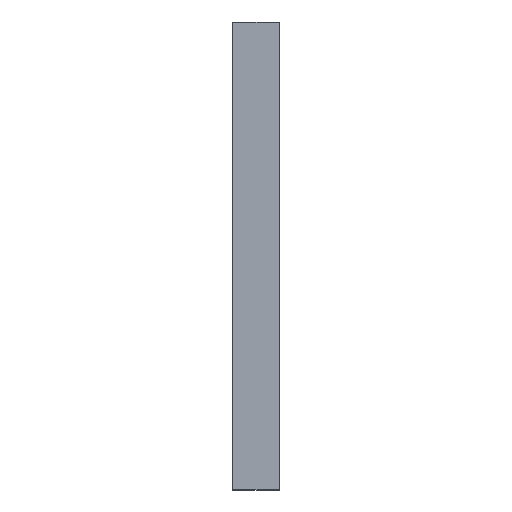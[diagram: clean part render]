
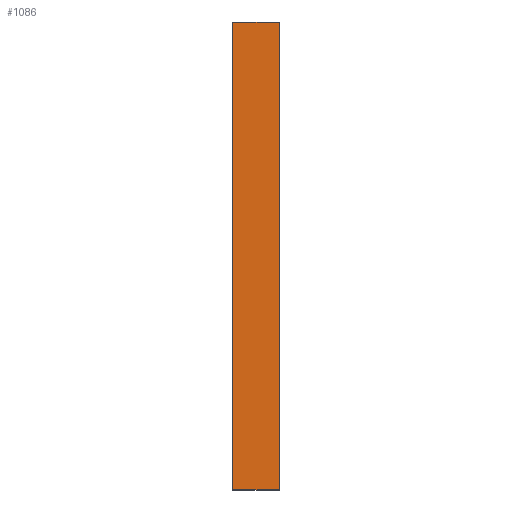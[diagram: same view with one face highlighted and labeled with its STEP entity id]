
A CAD part, front view. The second image highlights one B-rep face of the part: STEP entity #1086.
In plain terms, the highlighted planar face has unit normal (0, -1, 0).
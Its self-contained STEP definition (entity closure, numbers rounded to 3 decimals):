
#14 = VECTOR ( 'NONE', #1677, 1000. ) ;
#33 = VECTOR ( 'NONE', #908, 1000. ) ;
#39 = CARTESIAN_POINT ( 'NONE',  ( 996.372, 23.028, -2000. ) ) ;
#200 = EDGE_CURVE ( 'NONE', #1079, #1747, #922, .T. ) ;
#212 = EDGE_CURVE ( 'NONE', #901, #1905, #608, .T. ) ;
#236 = CARTESIAN_POINT ( 'NONE',  ( 996.372, 23.028, 0. ) ) ;
#252 = LINE ( 'NONE', #1422, #33 ) ;
#305 = CARTESIAN_POINT ( 'NONE',  ( 922.292, 23.028, 1648.5 ) ) ;
#390 = DIRECTION ( 'NONE',  ( 0., -1., 0. ) ) ;
#398 = DIRECTION ( 'NONE',  ( 0., 0., -1. ) ) ;
#505 = CARTESIAN_POINT ( 'NONE',  ( 922.292, 23.028, -2000. ) ) ;
#526 = VECTOR ( 'NONE', #1968, 1000. ) ;
#543 = ORIENTED_EDGE ( 'NONE', *, *, #200, .T. ) ;
#548 = CARTESIAN_POINT ( 'NONE',  ( 799.419, 23.028, -2000. ) ) ;
#565 = ORIENTED_EDGE ( 'NONE', *, *, #1262, .T. ) ;
#571 = ORIENTED_EDGE ( 'NONE', *, *, #212, .T. ) ;
#593 = ORIENTED_EDGE ( 'NONE', *, *, #1481, .T. ) ;
#608 = LINE ( 'NONE', #505, #972 ) ;
#612 = PLANE ( 'NONE',  #1636 ) ;
#863 = LINE ( 'NONE', #1957, #526 ) ;
#901 = VERTEX_POINT ( 'NONE', #548 ) ;
#908 = DIRECTION ( 'NONE',  ( 0., 0., -1. ) ) ;
#922 = LINE ( 'NONE', #1696, #14 ) ;
#972 = VECTOR ( 'NONE', #1670, 1000. ) ;
#1079 = VERTEX_POINT ( 'NONE', #236 ) ;
#1086 = ADVANCED_FACE ( 'NONE', ( #1169 ), #612, .T. ) ;
#1169 = FACE_OUTER_BOUND ( 'NONE', #1462, .T. ) ;
#1262 = EDGE_CURVE ( 'NONE', #1747, #901, #252, .T. ) ;
#1422 = CARTESIAN_POINT ( 'NONE',  ( 799.419, 23.028, 1648.5 ) ) ;
#1435 = CARTESIAN_POINT ( 'NONE',  ( 799.419, 23.028, 0. ) ) ;
#1462 = EDGE_LOOP ( 'NONE', ( #543, #565, #571, #593 ) ) ;
#1481 = EDGE_CURVE ( 'NONE', #1905, #1079, #863, .T. ) ;
#1636 = AXIS2_PLACEMENT_3D ( 'NONE', #305, #390, #398 ) ;
#1670 = DIRECTION ( 'NONE',  ( 1., 0., 0. ) ) ;
#1677 = DIRECTION ( 'NONE',  ( -1., 0., 0. ) ) ;
#1696 = CARTESIAN_POINT ( 'NONE',  ( 922.292, 23.028, 0. ) ) ;
#1747 = VERTEX_POINT ( 'NONE', #1435 ) ;
#1905 = VERTEX_POINT ( 'NONE', #39 ) ;
#1957 = CARTESIAN_POINT ( 'NONE',  ( 996.372, 23.028, 1648.5 ) ) ;
#1968 = DIRECTION ( 'NONE',  ( 0., 0., 1. ) ) ;
